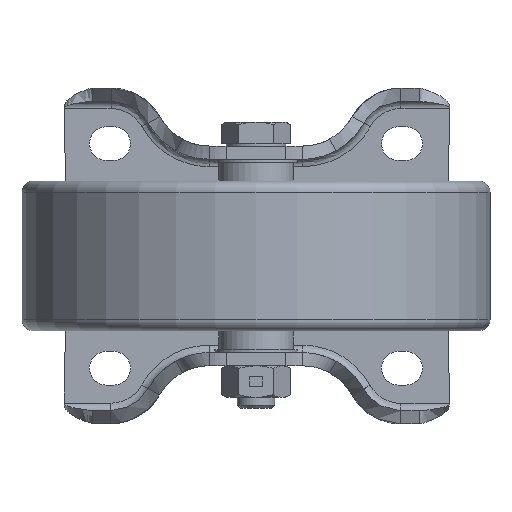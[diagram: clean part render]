
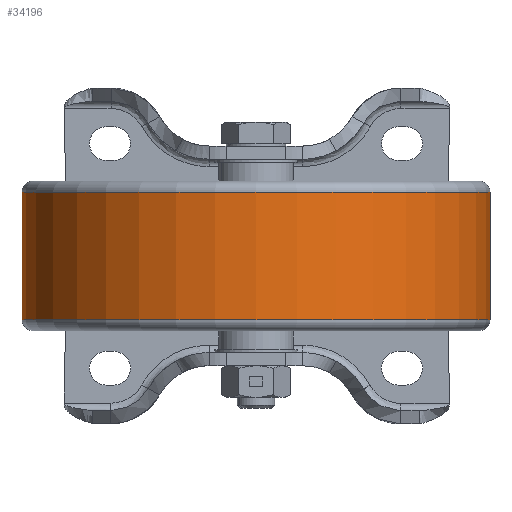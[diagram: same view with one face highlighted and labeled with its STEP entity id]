
A CAD part, front view. The second image highlights one B-rep face of the part: STEP entity #34196.
In plain terms, the highlighted cylindrical face has radius 62.5 mm (diameter 125 mm), a partial arc.
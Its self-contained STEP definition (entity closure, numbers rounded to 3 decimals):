
#961 = AXIS2_PLACEMENT_3D ( 'NONE', #26718, #8082, #32048 ) ;
#1342 = FACE_OUTER_BOUND ( 'NONE', #34871, .T. ) ;
#2800 = VERTEX_POINT ( 'NONE', #3755 ) ;
#3755 = CARTESIAN_POINT ( 'NONE',  ( -62.5, -92.5, 17. ) ) ;
#3895 = AXIS2_PLACEMENT_3D ( 'NONE', #25653, #22951, #31092 ) ;
#3950 = CARTESIAN_POINT ( 'NONE',  ( 62.5, -92.5, -25.133 ) ) ;
#5462 = DIRECTION ( 'NONE',  ( -1., 0., 0. ) ) ;
#5735 = EDGE_CURVE ( 'NONE', #33249, #2800, #20840, .T. ) ;
#6528 = ORIENTED_EDGE ( 'NONE', *, *, #34631, .T. ) ;
#8082 = DIRECTION ( 'NONE',  ( 0., 0., -1. ) ) ;
#8230 = ORIENTED_EDGE ( 'NONE', *, *, #5735, .T. ) ;
#8706 = EDGE_CURVE ( 'NONE', #30398, #23077, #23494, .T. ) ;
#10290 = CARTESIAN_POINT ( 'NONE',  ( -62.5, -92.5, -25.133 ) ) ;
#10386 = CARTESIAN_POINT ( 'NONE',  ( 62.5, -92.5, -17. ) ) ;
#14082 = VECTOR ( 'NONE', #20279, 1000. ) ;
#16166 = DIRECTION ( 'NONE',  ( 0., 0., -1. ) ) ;
#17291 = VECTOR ( 'NONE', #29389, 1000. ) ;
#19509 = CYLINDRICAL_SURFACE ( 'NONE', #961, 62.5 ) ;
#20279 = DIRECTION ( 'NONE',  ( 0., 0., -1. ) ) ;
#20416 = CARTESIAN_POINT ( 'NONE',  ( 62.5, -92.5, 17. ) ) ;
#20840 = CIRCLE ( 'NONE', #28141, 62.5 ) ;
#22951 = DIRECTION ( 'NONE',  ( 0., 0., 1. ) ) ;
#23077 = VERTEX_POINT ( 'NONE', #10386 ) ;
#23494 = CIRCLE ( 'NONE', #3895, 62.5 ) ;
#24475 = EDGE_CURVE ( 'NONE', #33249, #23077, #27608, .T. ) ;
#24515 = LINE ( 'NONE', #10290, #17291 ) ;
#25653 = CARTESIAN_POINT ( 'NONE',  ( 0., -92.5, -17. ) ) ;
#26718 = CARTESIAN_POINT ( 'NONE',  ( 0., -92.5, -25.133 ) ) ;
#26807 = CARTESIAN_POINT ( 'NONE',  ( 0., -92.5, 17. ) ) ;
#27458 = ORIENTED_EDGE ( 'NONE', *, *, #24475, .F. ) ;
#27608 = LINE ( 'NONE', #3950, #14082 ) ;
#28141 = AXIS2_PLACEMENT_3D ( 'NONE', #26807, #16166, #5462 ) ;
#29389 = DIRECTION ( 'NONE',  ( 0., 0., -1. ) ) ;
#30005 = ORIENTED_EDGE ( 'NONE', *, *, #8706, .T. ) ;
#30398 = VERTEX_POINT ( 'NONE', #35067 ) ;
#31092 = DIRECTION ( 'NONE',  ( 1., 0., 0. ) ) ;
#32048 = DIRECTION ( 'NONE',  ( -1., 0., 0. ) ) ;
#33249 = VERTEX_POINT ( 'NONE', #20416 ) ;
#34196 = ADVANCED_FACE ( 'NONE', ( #1342 ), #19509, .T. ) ;
#34631 = EDGE_CURVE ( 'NONE', #2800, #30398, #24515, .T. ) ;
#34871 = EDGE_LOOP ( 'NONE', ( #27458, #8230, #6528, #30005 ) ) ;
#35067 = CARTESIAN_POINT ( 'NONE',  ( -62.5, -92.5, -17. ) ) ;
